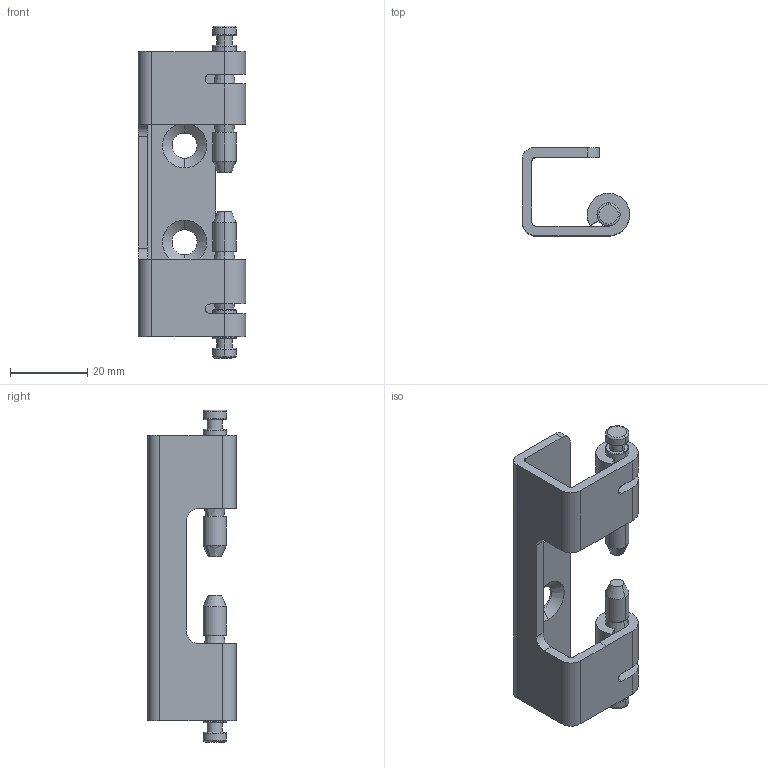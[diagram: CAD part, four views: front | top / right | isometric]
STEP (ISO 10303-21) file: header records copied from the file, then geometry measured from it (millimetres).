
FILE_DESCRIPTION(/* description */ (''),/* implementation_level */ '2;1');
FILE_NAME(/* name */ 'JL045',/* time_stamp */ '2025-06-18T18:16:07+08:00',/* author */ (''),/* organization */ (''),/* preprocessor_version */ 'ST-DEVELOPER v19.2',/* originating_system */ 'Rhino 8.5',/* authorisation */ '');
FILE_SCHEMA (('CONFIG_CONTROL_DESIGN'));
Length unit declared in the file: millimetre
Products named in the file (1): Document
Bounding box: 27.85 x 22.8 x 86 mm (x, y, z)
Volume: 11511 mm3; surface area: 10632.2 mm2
Topology: 3 solids, 3 shells, 124 faces, 286 edges, 168 vertices
Faces by surface type: cylinder 44, plane 44, bspline 36
Entity records: 4218 total; most frequent: CARTESIAN_POINT 1662, ORIENTED_EDGE 572, DIRECTION 380, EDGE_CURVE 286, AXIS2_PLACEMENT_3D 234, VERTEX_POINT 168, TRIMMED_CURVE 144, CIRCLE 144
